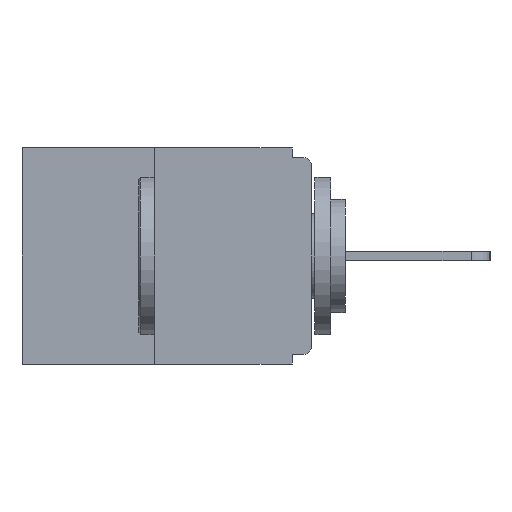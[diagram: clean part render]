
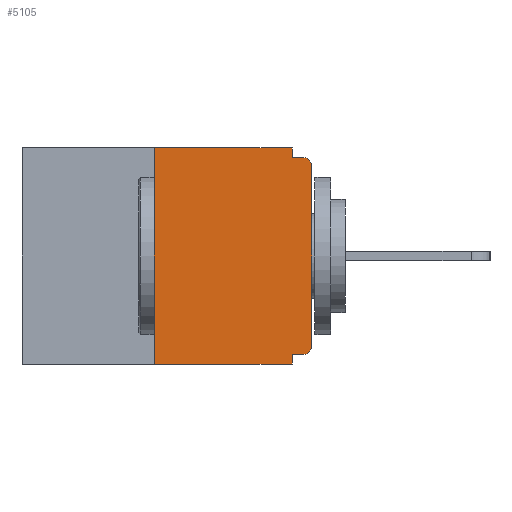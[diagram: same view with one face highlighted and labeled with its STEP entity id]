
A CAD part, left-side view. The second image highlights one B-rep face of the part: STEP entity #5105.
In plain terms, the highlighted planar face has unit normal (-1, 0, 0).
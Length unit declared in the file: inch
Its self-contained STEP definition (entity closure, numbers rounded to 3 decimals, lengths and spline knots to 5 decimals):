
#40 = FACE_OUTER_BOUND ( 'NONE', #3321, .T. ) ;
#220 = DIRECTION ( 'NONE',  ( 0., 0., -1. ) ) ;
#464 = CARTESIAN_POINT ( 'NONE',  ( 0., 0., -0.328 ) ) ;
#636 = CARTESIAN_POINT ( 'NONE',  ( 0., 0.031, -0.015 ) ) ;
#1341 = LINE ( 'NONE', #6870, #12579 ) ;
#1384 = CARTESIAN_POINT ( 'NONE',  ( 0., 0.25, -0.343 ) ) ;
#1401 = PLANE ( 'NONE',  #5552 ) ;
#1592 = CARTESIAN_POINT ( 'NONE',  ( 0., 0.25, 0. ) ) ;
#1717 = VECTOR ( 'NONE', #5261, 39.37008 ) ;
#1852 = EDGE_CURVE ( 'NONE', #2905, #8778, #7892, .T. ) ;
#1977 = DIRECTION ( 'NONE',  ( 0., 0., -1. ) ) ;
#2018 = CARTESIAN_POINT ( 'NONE',  ( 0., 0.015, -0.015 ) ) ;
#2095 = VECTOR ( 'NONE', #16530, 39.37008 ) ;
#2681 = ORIENTED_EDGE ( 'NONE', *, *, #17010, .T. ) ;
#2905 = VERTEX_POINT ( 'NONE', #1592 ) ;
#3321 = EDGE_LOOP ( 'NONE', ( #8665, #8468, #9938, #15940, #14537, #10292, #16229, #2681, #11007, #13911 ) ) ;
#3635 = EDGE_CURVE ( 'NONE', #8778, #15237, #12674, .T. ) ;
#3654 = VERTEX_POINT ( 'NONE', #17213 ) ;
#4282 = CARTESIAN_POINT ( 'NONE',  ( 0., 0.46, -0.343 ) ) ;
#4392 = AXIS2_PLACEMENT_3D ( 'NONE', #14403, #16934, #1977 ) ;
#4510 = DIRECTION ( 'NONE',  ( 0., 0., -1. ) ) ;
#4630 = CARTESIAN_POINT ( 'NONE',  ( 0., 0.015, -0.328 ) ) ;
#4675 = VERTEX_POINT ( 'NONE', #2018 ) ;
#4715 = AXIS2_PLACEMENT_3D ( 'NONE', #17641, #17448, #16088 ) ;
#5086 = EDGE_CURVE ( 'NONE', #13372, #3654, #10997, .T. ) ;
#5105 = ADVANCED_FACE ( 'NONE', ( #40 ), #1401, .F. ) ;
#5261 = DIRECTION ( 'NONE',  ( 0., -1., 0. ) ) ;
#5552 = AXIS2_PLACEMENT_3D ( 'NONE', #8450, #6922, #220 ) ;
#5580 = EDGE_CURVE ( 'NONE', #6650, #3654, #8892, .T. ) ;
#5623 = LINE ( 'NONE', #464, #6822 ) ;
#6088 = VERTEX_POINT ( 'NONE', #14387 ) ;
#6229 = VECTOR ( 'NONE', #4510, 39.37008 ) ;
#6650 = VERTEX_POINT ( 'NONE', #12072 ) ;
#6822 = VECTOR ( 'NONE', #11241, 39.37008 ) ;
#6870 = CARTESIAN_POINT ( 'NONE',  ( 0., 0., 0. ) ) ;
#6922 = DIRECTION ( 'NONE',  ( 1., 0., 0. ) ) ;
#7084 = DIRECTION ( 'NONE',  ( 0., -1., 0. ) ) ;
#7352 = CARTESIAN_POINT ( 'NONE',  ( 0., 0.25, 0. ) ) ;
#7363 = VECTOR ( 'NONE', #10356, 39.37008 ) ;
#7621 = LINE ( 'NONE', #7352, #7363 ) ;
#7699 = EDGE_CURVE ( 'NONE', #11473, #6088, #1341, .T. ) ;
#7892 = LINE ( 'NONE', #10441, #1717 ) ;
#8450 = CARTESIAN_POINT ( 'NONE',  ( 0., 0.46, 0. ) ) ;
#8468 = ORIENTED_EDGE ( 'NONE', *, *, #13521, .F. ) ;
#8503 = VECTOR ( 'NONE', #7084, 39.37008 ) ;
#8613 = DIRECTION ( 'NONE',  ( 0., 0., -1. ) ) ;
#8665 = ORIENTED_EDGE ( 'NONE', *, *, #1852, .F. ) ;
#8778 = VERTEX_POINT ( 'NONE', #14851 ) ;
#8892 = LINE ( 'NONE', #14426, #16869 ) ;
#9774 = EDGE_CURVE ( 'NONE', #14821, #6650, #5623, .T. ) ;
#9938 = ORIENTED_EDGE ( 'NONE', *, *, #5086, .T. ) ;
#10292 = ORIENTED_EDGE ( 'NONE', *, *, #17245, .T. ) ;
#10356 = DIRECTION ( 'NONE',  ( 0., 0., 1. ) ) ;
#10441 = CARTESIAN_POINT ( 'NONE',  ( 0., 0.46, 0. ) ) ;
#10997 = LINE ( 'NONE', #4282, #2095 ) ;
#11007 = ORIENTED_EDGE ( 'NONE', *, *, #12734, .F. ) ;
#11241 = DIRECTION ( 'NONE',  ( 0., 1., 0. ) ) ;
#11308 = CARTESIAN_POINT ( 'NONE',  ( 0., 0.031, 0. ) ) ;
#11473 = VERTEX_POINT ( 'NONE', #17884 ) ;
#12072 = CARTESIAN_POINT ( 'NONE',  ( 0., 0.031, -0.328 ) ) ;
#12216 = CIRCLE ( 'NONE', #4392, 0.015 ) ;
#12579 = VECTOR ( 'NONE', #15827, 39.37008 ) ;
#12674 = LINE ( 'NONE', #11308, #6229 ) ;
#12734 = EDGE_CURVE ( 'NONE', #15237, #4675, #15068, .T. ) ;
#13372 = VERTEX_POINT ( 'NONE', #1384 ) ;
#13521 = EDGE_CURVE ( 'NONE', #13372, #2905, #7621, .T. ) ;
#13796 = CARTESIAN_POINT ( 'NONE',  ( 0., 0., -0.015 ) ) ;
#13911 = ORIENTED_EDGE ( 'NONE', *, *, #3635, .F. ) ;
#14387 = CARTESIAN_POINT ( 'NONE',  ( 0., 0., -0.03 ) ) ;
#14403 = CARTESIAN_POINT ( 'NONE',  ( 0., 0.015, -0.03 ) ) ;
#14426 = CARTESIAN_POINT ( 'NONE',  ( 0., 0.031, -0.343 ) ) ;
#14537 = ORIENTED_EDGE ( 'NONE', *, *, #9774, .F. ) ;
#14821 = VERTEX_POINT ( 'NONE', #4630 ) ;
#14851 = CARTESIAN_POINT ( 'NONE',  ( 0., 0.031, 0. ) ) ;
#15068 = LINE ( 'NONE', #13796, #8503 ) ;
#15237 = VERTEX_POINT ( 'NONE', #636 ) ;
#15827 = DIRECTION ( 'NONE',  ( 0., 0., 1. ) ) ;
#15940 = ORIENTED_EDGE ( 'NONE', *, *, #5580, .F. ) ;
#16088 = DIRECTION ( 'NONE',  ( 0., 0., -1. ) ) ;
#16229 = ORIENTED_EDGE ( 'NONE', *, *, #7699, .T. ) ;
#16530 = DIRECTION ( 'NONE',  ( 0., -1., 0. ) ) ;
#16866 = CIRCLE ( 'NONE', #4715, 0.015 ) ;
#16869 = VECTOR ( 'NONE', #8613, 39.37008 ) ;
#16934 = DIRECTION ( 'NONE',  ( -1., 0., 0. ) ) ;
#17010 = EDGE_CURVE ( 'NONE', #6088, #4675, #12216, .T. ) ;
#17213 = CARTESIAN_POINT ( 'NONE',  ( 0., 0.031, -0.343 ) ) ;
#17245 = EDGE_CURVE ( 'NONE', #14821, #11473, #16866, .T. ) ;
#17448 = DIRECTION ( 'NONE',  ( -1., 0., 0. ) ) ;
#17641 = CARTESIAN_POINT ( 'NONE',  ( 0., 0.015, -0.313 ) ) ;
#17884 = CARTESIAN_POINT ( 'NONE',  ( 0., 0., -0.313 ) ) ;
